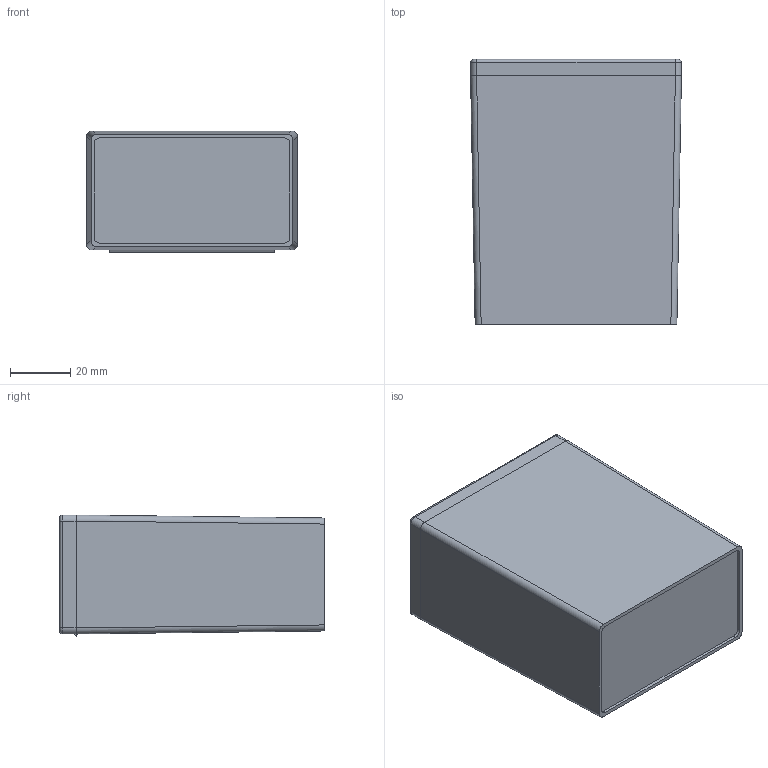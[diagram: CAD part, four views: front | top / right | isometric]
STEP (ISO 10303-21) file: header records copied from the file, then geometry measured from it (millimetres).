
FILE_DESCRIPTION (( 'STEP AP214' ), '1' );
FILE_NAME ('B157 Êîðîáêà ïëàñòèêîâàÿ, 65x35x85 ìì.STEP', '2020-04-06T13:08:13', ( '' ), ( '' ), 'SwSTEP 2.0', 'SolidWorks 2020', '' );
FILE_SCHEMA (( 'AUTOMOTIVE_DESIGN' ));
Length unit declared in the file: millimetre
Products named in the file (3): B157 Êîðîáêà ïëàñòèêîâàÿ, 65x35x85 ìì; B157 Åìêîñòü; B157 Êðûøêà
Assembly tree (2 placements, depth 2):
  B157 Êîðîáêà ïëàñòèêîâàÿ, 65x35x85 ìì
    B157 Åìêîñòü
    B157 Êðûøêà
Bounding box: 70 x 88 x 40.5 mm (x, y, z)
Volume: 30178.6 mm3; surface area: 47676.8 mm2
Topology: 2 solids, 2 shells, 189 faces, 480 edges, 308 vertices
Faces by surface type: plane 121, cylinder 42, bspline 14, torus 8, sphere 4
Entity records: 5851 total; most frequent: CARTESIAN_POINT 1261, ORIENTED_EDGE 960, DIRECTION 886, EDGE_CURVE 480, VECTOR 362, LINE 362, VERTEX_POINT 308, AXIS2_PLACEMENT_3D 262
